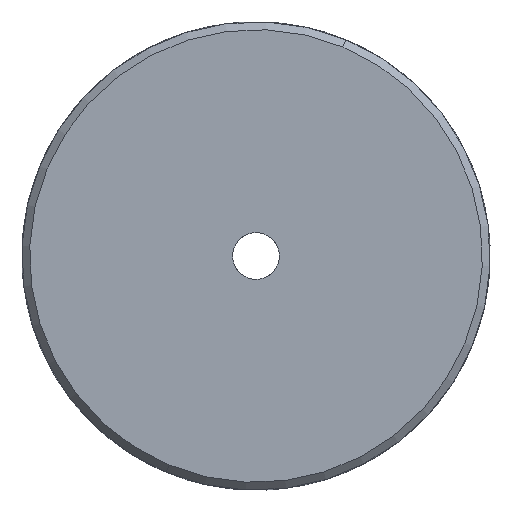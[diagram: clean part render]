
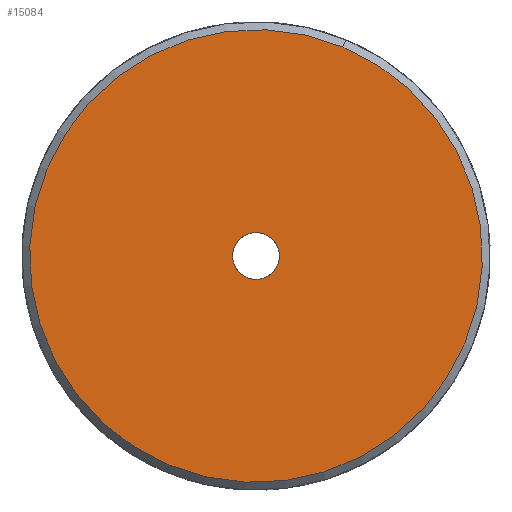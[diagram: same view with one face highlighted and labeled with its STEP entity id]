
A CAD part, left-side view. The second image highlights one B-rep face of the part: STEP entity #15084.
In plain terms, the highlighted face is planar.
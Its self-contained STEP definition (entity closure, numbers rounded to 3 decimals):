
#14490=CARTESIAN_POINT('',(0.,0.,0.));
#14491=DIRECTION('',(0.,0.,1.));
#14492=DIRECTION('',(-1.,0.,0.));
#14493=AXIS2_PLACEMENT_3D('',#14490,#14491,#14492);
#14495=CARTESIAN_POINT('',(0.,0.,0.));
#14496=DIRECTION('',(0.,0.,1.));
#14497=DIRECTION('',(1.,0.,0.));
#14498=AXIS2_PLACEMENT_3D('',#14495,#14496,#14497);
#14924=CARTESIAN_POINT('',(0.,0.,0.));
#14925=DIRECTION('',(0.,0.,1.));
#14926=DIRECTION('',(-1.,0.,0.));
#14927=AXIS2_PLACEMENT_3D('',#14924,#14925,#14926);
#14933=CARTESIAN_POINT('',(0.,0.,0.));
#14934=DIRECTION('',(0.,0.,1.));
#14935=DIRECTION('',(1.,0.,0.));
#14936=AXIS2_PLACEMENT_3D('',#14933,#14934,#14935);
#14947=CARTESIAN_POINT('',(58.,0.,0.));
#14948=CARTESIAN_POINT('',(-58.,0.,0.));
#14949=VERTEX_POINT('',#14947);
#14950=VERTEX_POINT('',#14948);
#14973=CARTESIAN_POINT('',(6.,0.,0.));
#14974=CARTESIAN_POINT('',(-6.,0.,0.));
#14975=VERTEX_POINT('',#14973);
#14976=VERTEX_POINT('',#14974);
#15068=CARTESIAN_POINT('',(0.,0.,0.));
#15069=DIRECTION('',(0.,0.,1.));
#15070=DIRECTION('',(1.,0.,0.));
#15071=AXIS2_PLACEMENT_3D('',#15068,#15069,#15070);
#15072=PLANE('',#15071);
#15074=ORIENTED_EDGE('',*,*,#15073,.T.);
#15075=ORIENTED_EDGE('',*,*,#15057,.T.);
#15076=EDGE_LOOP('',(#15074,#15075));
#15077=FACE_OUTER_BOUND('',#15076,.F.);
#15079=ORIENTED_EDGE('',*,*,#15078,.F.);
#15081=ORIENTED_EDGE('',*,*,#15080,.F.);
#15082=EDGE_LOOP('',(#15079,#15081));
#15083=FACE_BOUND('',#15082,.F.);
#15084=ADVANCED_FACE('',(#15077,#15083),#15072,.F.);
#14494=CIRCLE('',#14493,58.);
#14499=CIRCLE('',#14498,58.);
#14928=CIRCLE('',#14927,6.);
#14937=CIRCLE('',#14936,6.);
#15057=EDGE_CURVE('',#14949,#14950,#14499,.T.);
#15073=EDGE_CURVE('',#14950,#14949,#14494,.T.);
#15078=EDGE_CURVE('',#14975,#14976,#14937,.T.);
#15080=EDGE_CURVE('',#14976,#14975,#14928,.T.);
